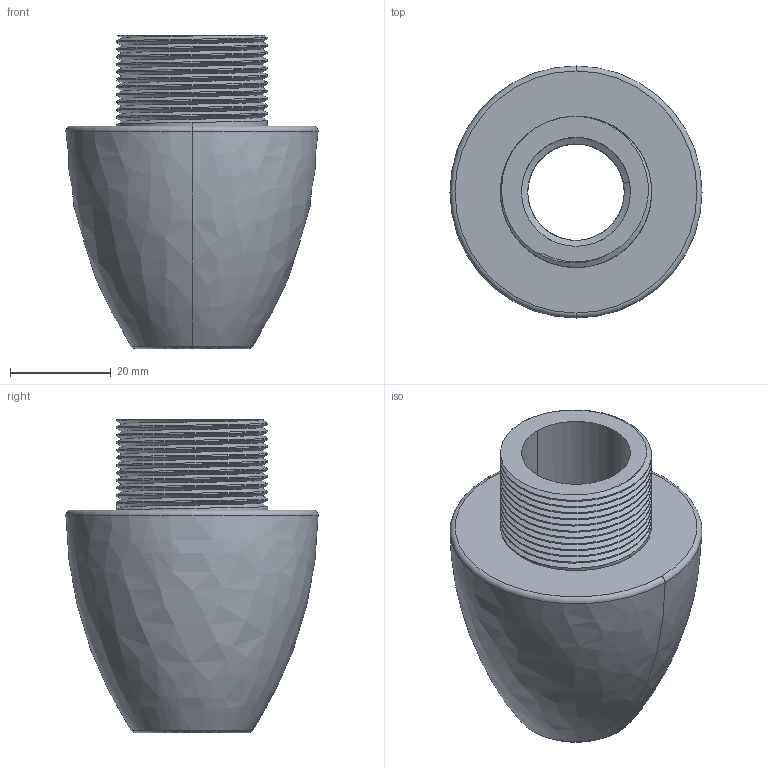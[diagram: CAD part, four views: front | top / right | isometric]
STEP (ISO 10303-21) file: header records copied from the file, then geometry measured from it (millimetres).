
FILE_DESCRIPTION((''),'2;1');
FILE_NAME('190622_ASM','2016-03-03T',('pdmadmin'),(''),'PRO/ENGINEER BY PARAMETRIC TECHNOLOGY CORPORATION, 2013230','PRO/ENGINEER BY PARAMETRIC TECHNOLOGY CORPORATION, 2013230','');
FILE_SCHEMA(('CONFIG_CONTROL_DESIGN'));
Length unit declared in the file: millimetre
Products named in the file (2): 131925; 190622_ASM
Assembly tree (1 placements, depth 2):
  190622_ASM
    131925
Bounding box: 49.99 x 49.99 x 62.1 mm (x, y, z)
Volume: 51924.1 mm3; surface area: 15909.7 mm2
Topology: 1 solids, 1 shells, 83 faces, 219 edges, 139 vertices
Faces by surface type: cylinder 53, bspline 20, plane 6, torus 4
Entity records: 9071 total; most frequent: CARTESIAN_POINT 7242, ORIENTED_EDGE 438, DIRECTION 251, EDGE_CURVE 219, VERTEX_POINT 139, B_SPLINE_CURVE_WITH_KNOTS 121, AXIS2_PLACEMENT_3D 87, EDGE_LOOP 86
